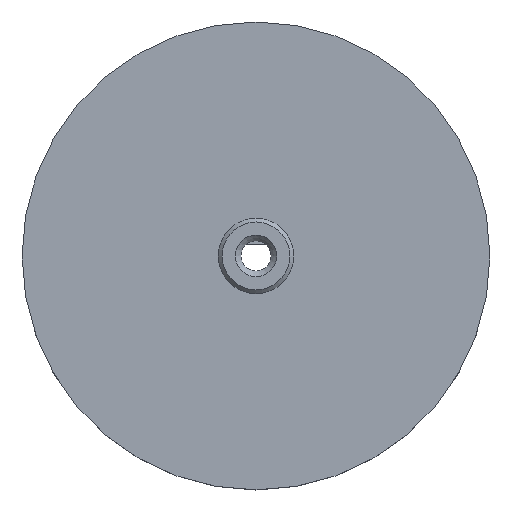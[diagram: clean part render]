
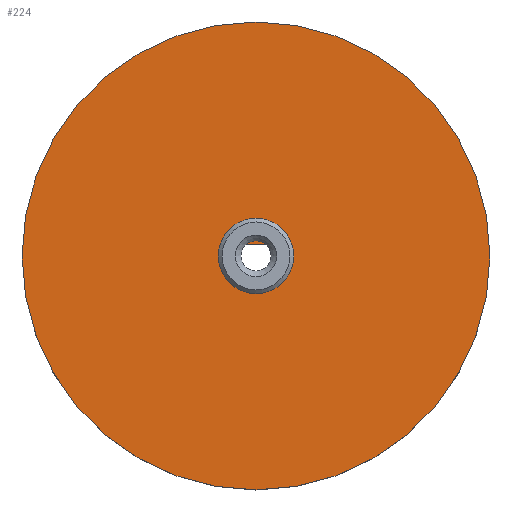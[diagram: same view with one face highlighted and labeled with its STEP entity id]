
A CAD part, top view. The second image highlights one B-rep face of the part: STEP entity #224.
In plain terms, the highlighted planar face has unit normal (0, 0, 1).
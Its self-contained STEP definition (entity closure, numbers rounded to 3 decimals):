
#224=ADVANCED_FACE('',(#719,#721),#723,.T.);
#719=FACE_BOUND('',#720,.T.);
#720=EDGE_LOOP('',(#5459));
#721=FACE_BOUND('',#722,.T.);
#722=EDGE_LOOP('',(#5460,#5461));
#723=PLANE('',#724);
#724=AXIS2_PLACEMENT_3D('',#725,#726,#727);
#725=CARTESIAN_POINT('',(0.,0.,8.7));
#726=DIRECTION('',(0.,0.,1.));
#727=DIRECTION('',(-1.,0.,0.));
#5459=ORIENTED_EDGE('',*,*,#5671,.T.);
#5460=ORIENTED_EDGE('',*,*,#5672,.T.);
#5461=ORIENTED_EDGE('',*,*,#5673,.T.);
#5671=EDGE_CURVE('',#5780,#5780,#5781,.T.);
#5672=EDGE_CURVE('',#5782,#5783,#5784,.F.);
#5673=EDGE_CURVE('',#5783,#5782,#5785,.F.);
#5780=VERTEX_POINT('',#5969);
#5781=CIRCLE('',#5970,31.);
#5782=VERTEX_POINT('',#5974);
#5783=VERTEX_POINT('',#5975);
#5784=CIRCLE('',#5976,2.);
#5785=LINE('',#5980,#5981);
#5969=CARTESIAN_POINT('',(-31.,0.,8.7));
#5970=AXIS2_PLACEMENT_3D('',#5971,#5972,#5973);
#5971=CARTESIAN_POINT('',(0.,0.,8.7));
#5972=DIRECTION('',(0.,0.,1.));
#5973=DIRECTION('',(-1.,0.,0.));
#5974=CARTESIAN_POINT('',(1.323,1.5,8.7));
#5975=CARTESIAN_POINT('',(-1.323,1.5,8.7));
#5976=AXIS2_PLACEMENT_3D('',#5977,#5978,#5979);
#5977=CARTESIAN_POINT('',(0.,0.,8.7));
#5978=DIRECTION('',(0.,0.,1.));
#5979=DIRECTION('',(-0.661,0.75,0.));
#5980=CARTESIAN_POINT('',(1.323,1.5,8.7));
#5981=VECTOR('',#5982,1.);
#5982=DIRECTION('',(-1.,0.,0.));
